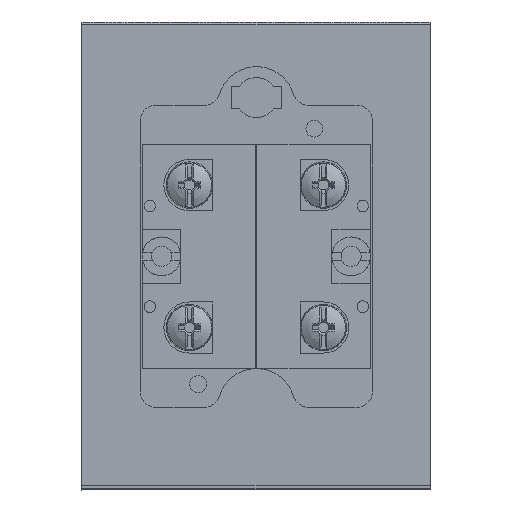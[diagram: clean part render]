
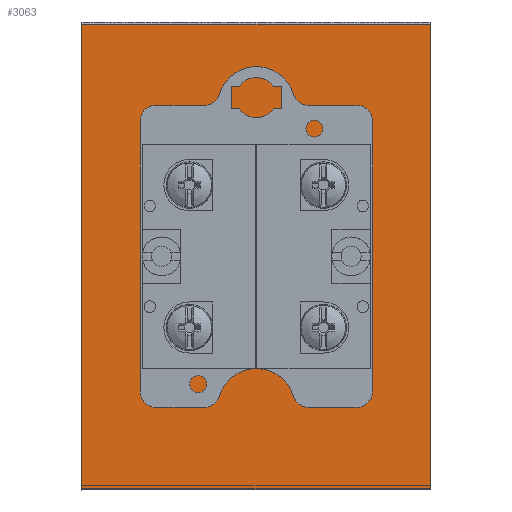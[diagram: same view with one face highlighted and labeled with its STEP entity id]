
A CAD part, left-side view. The second image highlights one B-rep face of the part: STEP entity #3063.
In plain terms, the highlighted planar face has unit normal (-1, 0, 0).
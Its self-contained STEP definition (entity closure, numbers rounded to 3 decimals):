
#2891=CARTESIAN_POINT('',(-15.704,-32.725,11.25));
#2892=VERTEX_POINT('',#2891);
#2893=CARTESIAN_POINT('',(-15.704,-32.725,22.5));
#2894=DIRECTION('',(1.0,0.0,0.0));
#2895=DIRECTION('',(0.0,0.0,1.0));
#2896=AXIS2_PLACEMENT_3D('',#2893,#2894,#2895);
#2897=CIRCLE('',#2896,11.25);
#2898=EDGE_CURVE('',#2892,#2892,#2897,.T.);
#2925=CARTESIAN_POINT('',(-15.704,-2.725,45.0));
#2926=VERTEX_POINT('',#2925);
#2945=CARTESIAN_POINT('',(-15.704,-2.725,0.0));
#2946=VERTEX_POINT('',#2945);
#2955=CARTESIAN_POINT('',(-15.704,-2.725,0.0));
#2956=DIRECTION('',(0.0,0.0,1.0));
#2957=VECTOR('',#2956,45.0);
#2958=LINE('',#2955,#2957);
#2959=EDGE_CURVE('',#2946,#2926,#2958,.T.);
#3009=CARTESIAN_POINT('',(-15.704,-62.725,45.0));
#3010=VERTEX_POINT('',#3009);
#3019=CARTESIAN_POINT('',(-15.704,-62.725,0.0));
#3020=VERTEX_POINT('',#3019);
#3021=CARTESIAN_POINT('',(-15.704,-62.725,0.0));
#3022=DIRECTION('',(0.0,0.0,1.0));
#3023=VECTOR('',#3022,45.0);
#3024=LINE('',#3021,#3023);
#3025=EDGE_CURVE('',#3020,#3010,#3024,.T.);
#3039=CARTESIAN_POINT('',(-15.704,-62.725,0.0));
#3040=DIRECTION('',(-1.0,0.0,0.0));
#3041=DIRECTION('',(0.0,0.0,1.0));
#3042=AXIS2_PLACEMENT_3D('',#3039,#3040,#3041);
#3043=PLANE('',#3042);
#3044=CARTESIAN_POINT('',(-15.704,-62.725,45.0));
#3045=DIRECTION('',(0.0,1.0,0.0));
#3046=VECTOR('',#3045,60.0);
#3047=LINE('',#3044,#3046);
#3048=EDGE_CURVE('',#3010,#2926,#3047,.T.);
#3049=ORIENTED_EDGE('',*,*,#3048,.T.);
#3050=ORIENTED_EDGE('',*,*,#2959,.F.);
#3051=CARTESIAN_POINT('',(-15.704,-2.725,0.0));
#3052=DIRECTION('',(0.0,-1.0,0.0));
#3053=VECTOR('',#3052,60.0);
#3054=LINE('',#3051,#3053);
#3055=EDGE_CURVE('',#2946,#3020,#3054,.T.);
#3056=ORIENTED_EDGE('',*,*,#3055,.T.);
#3057=ORIENTED_EDGE('',*,*,#3025,.T.);
#3058=EDGE_LOOP('',(#3049,#3050,#3056,#3057));
#3059=FACE_OUTER_BOUND('',#3058,.T.);
#3060=ORIENTED_EDGE('',*,*,#2898,.T.);
#3061=EDGE_LOOP('',(#3060));
#3062=FACE_BOUND('',#3061,.T.);
#3063=ADVANCED_FACE('',(#3059,#3062),#3043,.T.);
